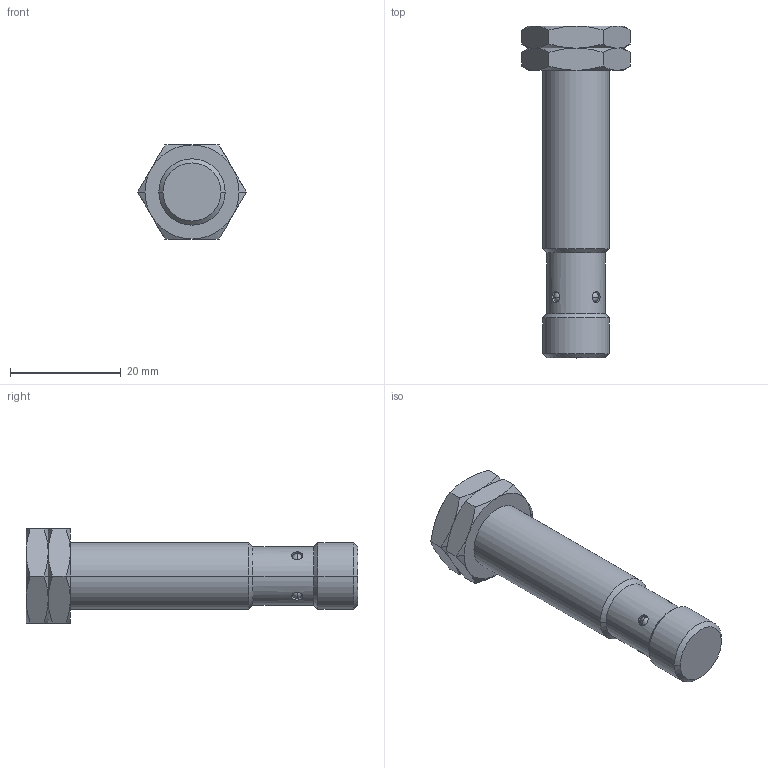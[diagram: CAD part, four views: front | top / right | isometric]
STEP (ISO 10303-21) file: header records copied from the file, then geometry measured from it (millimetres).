
FILE_DESCRIPTION(('STEP AP203'),'1');
FILE_NAME(' ',' ',('TraceParts'),('TraceParts S.A.'),'XStep 1.0',' ',' ');
FILE_SCHEMA(('CONFIG_CONTROL_DESIGN'));
Length unit declared in the file: millimetre
Products named in the file (3): 1; 2; 3
Bounding box: 19.63 x 60 x 17 mm (x, y, z)
Volume: 7657.1 mm3; surface area: 3717.4 mm2
Topology: 3 solids, 3 shells, 96 faces, 210 edges, 120 vertices
Faces by surface type: cone 48, plane 22, cylinder 18, sphere 8
Entity records: 2854 total; most frequent: CARTESIAN_POINT 749, DIRECTION 436, ORIENTED_EDGE 404, EDGE_CURVE 202, AXIS2_PLACEMENT_3D 191, VERTEX_POINT 120, EDGE_LOOP 108, ADVANCED_FACE 96
